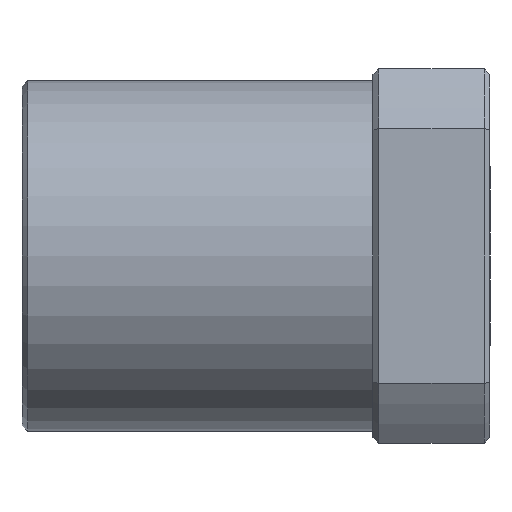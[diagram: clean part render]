
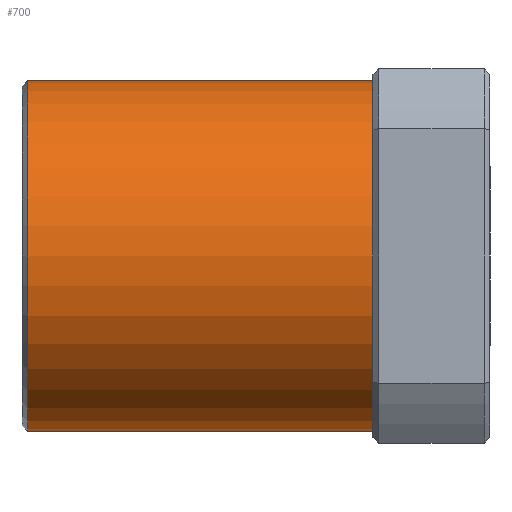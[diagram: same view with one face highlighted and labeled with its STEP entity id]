
A CAD part, front view. The second image highlights one B-rep face of the part: STEP entity #700.
In plain terms, the highlighted cylindrical face has radius 15 mm (diameter 30 mm), a partial arc.
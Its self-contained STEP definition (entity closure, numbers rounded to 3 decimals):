
#5 = CARTESIAN_POINT ( 'NONE',  ( 17.745, 0., -15. ) ) ;
#20 = CARTESIAN_POINT ( 'NONE',  ( -152.681, 0., -15. ) ) ;
#29 = DIRECTION ( 'NONE',  ( -1., 0., 0. ) ) ;
#54 = DIRECTION ( 'NONE',  ( -1., 0., 0. ) ) ;
#158 = LINE ( 'NONE', #20, #1177 ) ;
#169 = VERTEX_POINT ( 'NONE', #1375 ) ;
#179 = EDGE_CURVE ( 'NONE', #169, #486, #659, .T. ) ;
#202 = AXIS2_PLACEMENT_3D ( 'NONE', #227, #346, #717 ) ;
#227 = CARTESIAN_POINT ( 'NONE',  ( -11.755, 0., 0. ) ) ;
#243 = CYLINDRICAL_SURFACE ( 'NONE', #647, 15. ) ;
#315 = ORIENTED_EDGE ( 'NONE', *, *, #889, .T. ) ;
#346 = DIRECTION ( 'NONE',  ( 1., 0., 0. ) ) ;
#392 = EDGE_CURVE ( 'NONE', #486, #1530, #1344, .T. ) ;
#422 = ORIENTED_EDGE ( 'NONE', *, *, #1159, .F. ) ;
#424 = CARTESIAN_POINT ( 'NONE',  ( -11.755, 0., -15. ) ) ;
#477 = CARTESIAN_POINT ( 'NONE',  ( 17.745, 0., 0. ) ) ;
#486 = VERTEX_POINT ( 'NONE', #781 ) ;
#647 = AXIS2_PLACEMENT_3D ( 'NONE', #959, #1429, #726 ) ;
#659 = LINE ( 'NONE', #1017, #990 ) ;
#699 = CIRCLE ( 'NONE', #1376, 15. ) ;
#700 = ADVANCED_FACE ( 'NONE', ( #1214 ), #243, .T. ) ;
#711 = DIRECTION ( 'NONE',  ( 0., 0., 1. ) ) ;
#717 = DIRECTION ( 'NONE',  ( 0., 0., -1. ) ) ;
#726 = DIRECTION ( 'NONE',  ( 0., 0., 1. ) ) ;
#781 = CARTESIAN_POINT ( 'NONE',  ( -11.755, 0., 15. ) ) ;
#889 = EDGE_CURVE ( 'NONE', #1407, #169, #699, .T. ) ;
#959 = CARTESIAN_POINT ( 'NONE',  ( -152.681, 0., 0. ) ) ;
#965 = ORIENTED_EDGE ( 'NONE', *, *, #179, .T. ) ;
#990 = VECTOR ( 'NONE', #54, 1000. ) ;
#1017 = CARTESIAN_POINT ( 'NONE',  ( -152.681, 0., 15. ) ) ;
#1159 = EDGE_CURVE ( 'NONE', #1407, #1530, #158, .T. ) ;
#1177 = VECTOR ( 'NONE', #29, 1000. ) ;
#1194 = ORIENTED_EDGE ( 'NONE', *, *, #392, .T. ) ;
#1214 = FACE_OUTER_BOUND ( 'NONE', #1265, .T. ) ;
#1265 = EDGE_LOOP ( 'NONE', ( #422, #315, #965, #1194 ) ) ;
#1319 = DIRECTION ( 'NONE',  ( -1., 0., 0. ) ) ;
#1344 = CIRCLE ( 'NONE', #202, 15. ) ;
#1375 = CARTESIAN_POINT ( 'NONE',  ( 17.745, 0., 15. ) ) ;
#1376 = AXIS2_PLACEMENT_3D ( 'NONE', #477, #1319, #711 ) ;
#1407 = VERTEX_POINT ( 'NONE', #5 ) ;
#1429 = DIRECTION ( 'NONE',  ( -1., 0., 0. ) ) ;
#1530 = VERTEX_POINT ( 'NONE', #424 ) ;
